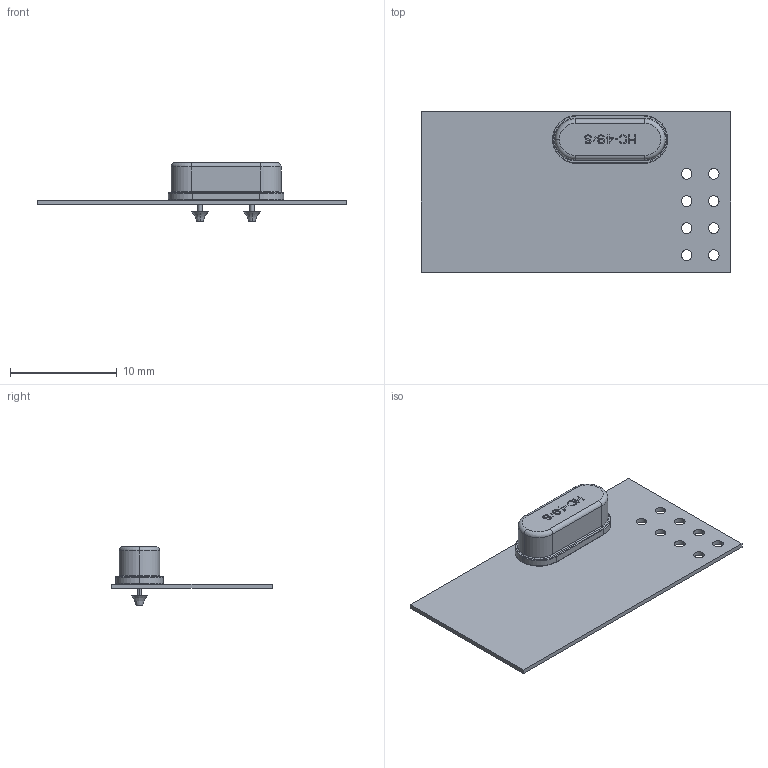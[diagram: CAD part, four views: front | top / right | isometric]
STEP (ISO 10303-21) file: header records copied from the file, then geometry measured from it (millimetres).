
FILE_DESCRIPTION (( 'STEP AP214' ), '1' );
FILE_NAME ('gost-assy.STEP', '2019-01-26T15:26:08', ( '' ), ( '' ), 'SwSTEP 2.0', 'SolidWorks 2016', '' );
FILE_SCHEMA (( 'AUTOMOTIVE_DESIGN' ));
Length unit declared in the file: millimetre
Products named in the file (4): User Library-NRF24L01_User Library-MY-NRF24L01P_Designator8; User Library-NRF24L01_User Library-MY-NRF24L01P_hc-49s_y; User Library-NRF24L01_User Library-MY-NRF24L01P_Board; gost-assy
Assembly tree (3 placements, depth 3):
  gost-assy
    User Library-NRF24L01_User Library-MY-NRF24L01P_Board
    User Library-NRF24L01_User Library-MY-NRF24L01P_Designator8
      User Library-NRF24L01_User Library-MY-NRF24L01P_hc-49s_y
Bounding box: 29 x 15 x 5.5 mm (x, y, z)
Volume: 307.5 mm3; surface area: 1089.9 mm2
Topology: 2 solids, 2 shells, 286 faces, 780 edges, 514 vertices
Faces by surface type: plane 216, cylinder 42, torus 24, bspline 4
Entity records: 12478 total; most frequent: CARTESIAN_POINT 1864, ORIENTED_EDGE 1560, DIRECTION 1474, EDGE_CURVE 780, LINE 634, VECTOR 634, VERTEX_POINT 514, AXIS2_PLACEMENT_3D 420
